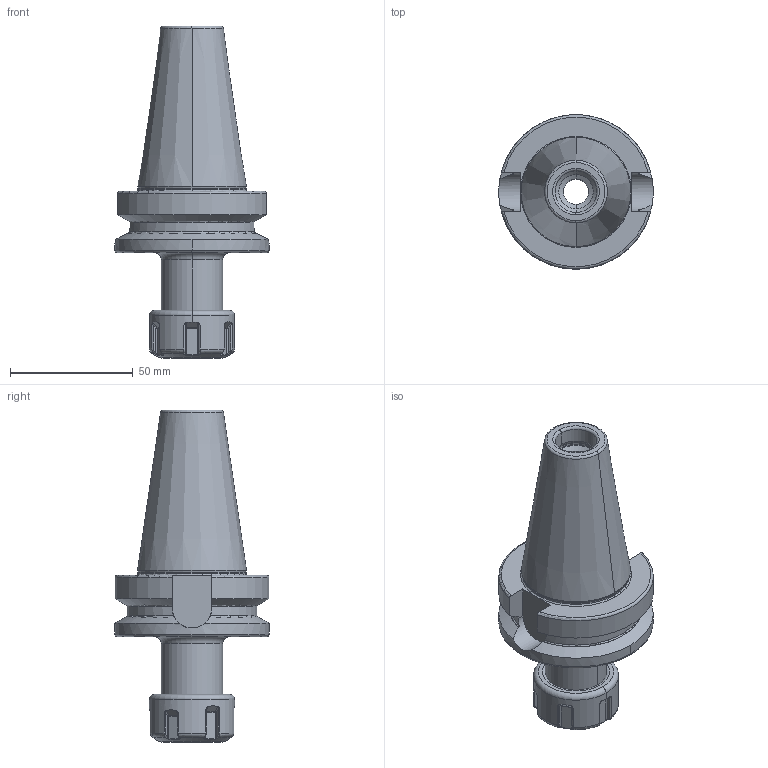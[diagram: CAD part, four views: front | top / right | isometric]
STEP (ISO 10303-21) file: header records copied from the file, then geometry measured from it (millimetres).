
FILE_DESCRIPTION((''),'2;1');
FILE_NAME('405_02_13','2020-07-22T',('101107'),(''),'CREO PARAMETRIC BY PTC INC, 2015290','CREO PARAMETRIC BY PTC INC, 2015290','');
FILE_SCHEMA(('CONFIG_CONTROL_DESIGN'));
Length unit declared in the file: millimetre
Products named in the file (1): 405_02_13
Bounding box: 63 x 63 x 135.4 mm (x, y, z)
Volume: 140690.6 mm3; surface area: 29231.1 mm2
Topology: 1 solids, 1 shells, 261 faces, 630 edges, 376 vertices
Faces by surface type: cylinder 62, bspline 62, plane 57, torus 46, cone 22, sphere 12
Entity records: 10207 total; most frequent: CARTESIAN_POINT 4533, ORIENTED_EDGE 1260, DIRECTION 1046, EDGE_CURVE 630, AXIS2_PLACEMENT_3D 412, VERTEX_POINT 376, EDGE_LOOP 268, FACE_OUTER_BOUND 261
